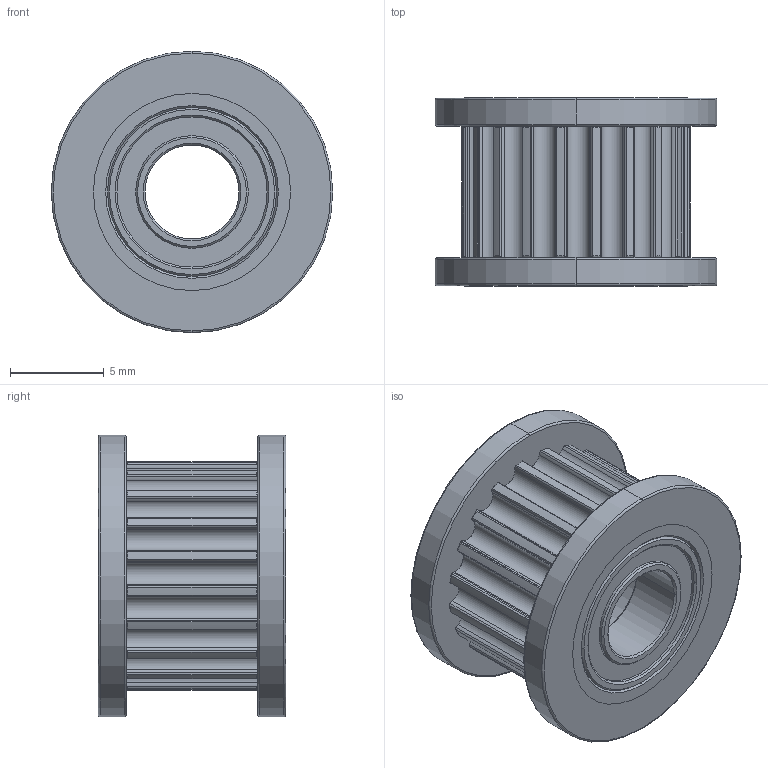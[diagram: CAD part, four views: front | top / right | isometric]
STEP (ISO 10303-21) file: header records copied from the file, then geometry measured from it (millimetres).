
FILE_DESCRIPTION (( 'STEP AP203' ), '1' );
FILE_NAME ('Gates_2GT_20T_Toothed.STEP', '2020-05-05T17:01:05', ( '' ), ( '' ), 'SwSTEP 2.0', 'SolidWorks 2019', '' );
FILE_SCHEMA (( 'CONFIG_CONTROL_DESIGN' ));
Length unit declared in the file: millimetre
Products named in the file (4): Gates_2GT_20T_Toothed_02; Gates_2GT_20T_Toothed_01; MR95ZZ_Predeterminado; Gates_2GT_20T_Toothed
Assembly tree (5 placements, depth 2):
  Gates_2GT_20T_Toothed
    Gates_2GT_20T_Toothed_01
    MR95ZZ_Predeterminado  x2
    Gates_2GT_20T_Toothed_02  x2
Bounding box: 15 x 10 x 15 mm (x, y, z)
Volume: 941.4 mm3; surface area: 1904 mm2
Topology: 5 solids, 5 shells, 373 faces, 923 edges, 570 vertices
Faces by surface type: cylinder 177, plane 100, torus 52, cone 44
Entity records: 11517 total; most frequent: CARTESIAN_POINT 3034, DIRECTION 1819, ORIENTED_EDGE 1670, EDGE_CURVE 835, AXIS2_PLACEMENT_3D 815, VERTEX_POINT 518, CIRCLE 478, EDGE_LOOP 341
